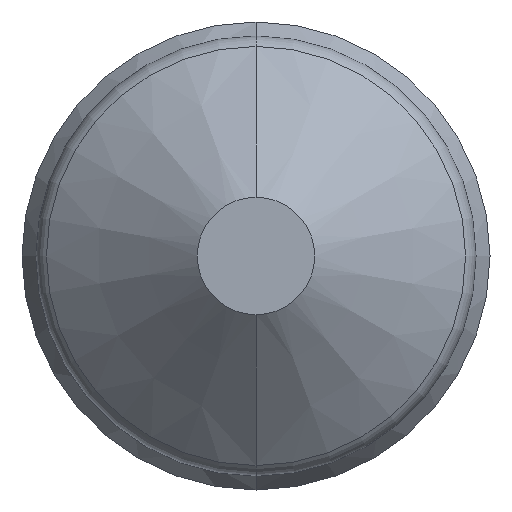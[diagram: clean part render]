
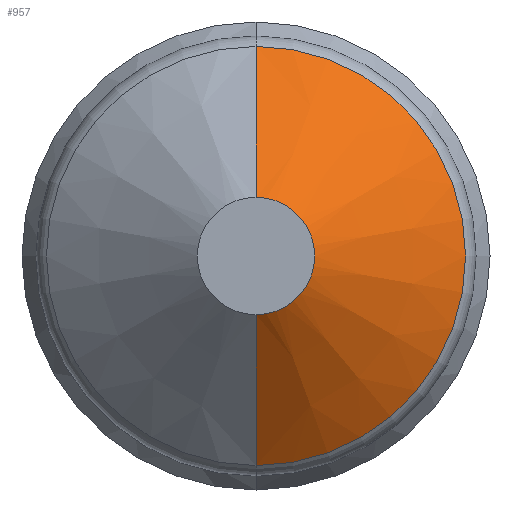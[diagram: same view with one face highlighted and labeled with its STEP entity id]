
A CAD part, front view. The second image highlights one B-rep face of the part: STEP entity #957.
In plain terms, the highlighted conical face has half-angle 50 degrees and reference radius 15 mm.
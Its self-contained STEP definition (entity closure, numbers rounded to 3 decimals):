
#22 = DIRECTION ( 'NONE',  ( 0., 0., -1. ) ) ;
#38 = CARTESIAN_POINT ( 'NONE',  ( 0., 9.23, -15. ) ) ;
#67 = VECTOR ( 'NONE', #906, 1000. ) ;
#81 = LINE ( 'NONE', #748, #67 ) ;
#135 = ORIENTED_EDGE ( 'NONE', *, *, #787, .F. ) ;
#189 = AXIS2_PLACEMENT_3D ( 'NONE', #426, #436, #765 ) ;
#197 = AXIS2_PLACEMENT_3D ( 'NONE', #348, #709, #22 ) ;
#209 = VERTEX_POINT ( 'NONE', #478 ) ;
#265 = CIRCLE ( 'NONE', #402, 4. ) ;
#294 = CARTESIAN_POINT ( 'NONE',  ( 0., 0., 4. ) ) ;
#303 = ORIENTED_EDGE ( 'NONE', *, *, #941, .T. ) ;
#348 = CARTESIAN_POINT ( 'NONE',  ( 0., 8.631, 0. ) ) ;
#355 = CARTESIAN_POINT ( 'NONE',  ( 0., 8.631, 14.286 ) ) ;
#402 = AXIS2_PLACEMENT_3D ( 'NONE', #416, #408, #405 ) ;
#405 = DIRECTION ( 'NONE',  ( 0., 0., 1. ) ) ;
#408 = DIRECTION ( 'NONE',  ( 0., 1., 0. ) ) ;
#412 = VERTEX_POINT ( 'NONE', #294 ) ;
#416 = CARTESIAN_POINT ( 'NONE',  ( 0., 0., 0. ) ) ;
#426 = CARTESIAN_POINT ( 'NONE',  ( 0., 9.23, 0. ) ) ;
#436 = DIRECTION ( 'NONE',  ( 0., 1., 0. ) ) ;
#478 = CARTESIAN_POINT ( 'NONE',  ( 0., 8.631, -14.286 ) ) ;
#599 = ORIENTED_EDGE ( 'NONE', *, *, #733, .T. ) ;
#614 = ORIENTED_EDGE ( 'NONE', *, *, #640, .T. ) ;
#622 = CIRCLE ( 'NONE', #197, 14.286 ) ;
#629 = EDGE_LOOP ( 'NONE', ( #599, #614, #303, #135 ) ) ;
#640 = EDGE_CURVE ( 'NONE', #886, #209, #809, .T. ) ;
#685 = DIRECTION ( 'NONE',  ( 0., 0.643, -0.766 ) ) ;
#709 = DIRECTION ( 'NONE',  ( 0., -1., 0. ) ) ;
#726 = VECTOR ( 'NONE', #685, 1000. ) ;
#733 = EDGE_CURVE ( 'NONE', #412, #886, #265, .T. ) ;
#748 = CARTESIAN_POINT ( 'NONE',  ( 0., 9.23, 15. ) ) ;
#765 = DIRECTION ( 'NONE',  ( 0., 0., 1. ) ) ;
#787 = EDGE_CURVE ( 'NONE', #412, #838, #81, .T. ) ;
#809 = LINE ( 'NONE', #38, #726 ) ;
#838 = VERTEX_POINT ( 'NONE', #355 ) ;
#846 = CONICAL_SURFACE ( 'NONE', #189, 15., 0.873 ) ;
#886 = VERTEX_POINT ( 'NONE', #888 ) ;
#888 = CARTESIAN_POINT ( 'NONE',  ( 0., 0., -4. ) ) ;
#906 = DIRECTION ( 'NONE',  ( 0., 0.643, 0.766 ) ) ;
#915 = FACE_OUTER_BOUND ( 'NONE', #629, .T. ) ;
#941 = EDGE_CURVE ( 'NONE', #209, #838, #622, .T. ) ;
#957 = ADVANCED_FACE ( 'NONE', ( #915 ), #846, .T. ) ;
